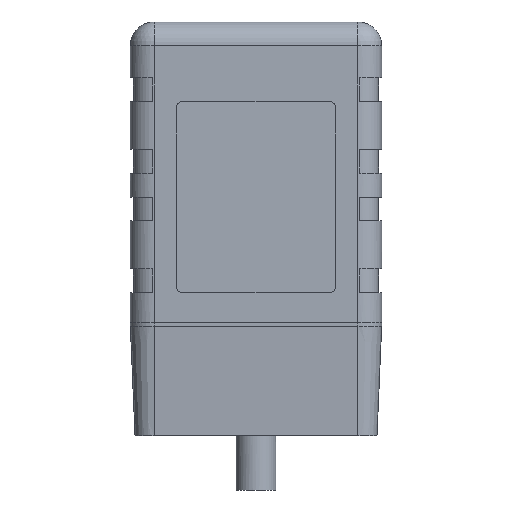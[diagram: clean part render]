
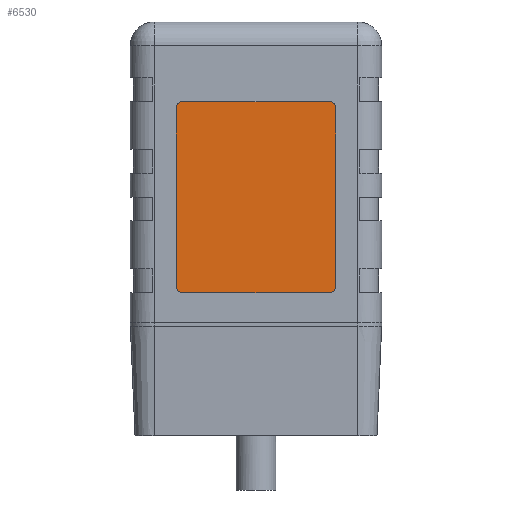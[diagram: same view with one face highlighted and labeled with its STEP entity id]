
A CAD part, front view. The second image highlights one B-rep face of the part: STEP entity #6530.
In plain terms, the highlighted planar face has unit normal (0, -1, 0).
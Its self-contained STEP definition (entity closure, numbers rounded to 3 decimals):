
#5456=AXIS2_PLACEMENT_3D('Circle Axis2P3D',#5454,#5455,$) ;
#5504=AXIS2_PLACEMENT_3D('Circle Axis2P3D',#5502,#5503,$) ;
#5552=AXIS2_PLACEMENT_3D('Circle Axis2P3D',#5550,#5551,$) ;
#5600=AXIS2_PLACEMENT_3D('Circle Axis2P3D',#5598,#5599,$) ;
#6518=AXIS2_PLACEMENT_3D('Plane Axis2P3D',#6515,#6516,#6517) ;
#5423=CARTESIAN_POINT('Line Origine',(7.9,0.2,24.4)) ;
#5427=CARTESIAN_POINT('Vertex',(12.5,0.2,24.4)) ;
#5429=CARTESIAN_POINT('Vertex',(3.3,0.2,24.4)) ;
#5454=CARTESIAN_POINT('Axis2P3D Location',(12.5,0.2,24.)) ;
#5458=CARTESIAN_POINT('Vertex',(12.9,0.2,24.)) ;
#5478=CARTESIAN_POINT('Line Origine',(12.9,0.2,18.4)) ;
#5482=CARTESIAN_POINT('Vertex',(12.9,0.2,12.8)) ;
#5502=CARTESIAN_POINT('Axis2P3D Location',(12.5,0.2,12.8)) ;
#5506=CARTESIAN_POINT('Vertex',(12.5,0.2,12.4)) ;
#5526=CARTESIAN_POINT('Line Origine',(7.9,0.2,12.4)) ;
#5530=CARTESIAN_POINT('Vertex',(3.3,0.2,12.4)) ;
#5550=CARTESIAN_POINT('Axis2P3D Location',(3.3,0.2,12.8)) ;
#5554=CARTESIAN_POINT('Vertex',(2.9,0.2,12.8)) ;
#5574=CARTESIAN_POINT('Line Origine',(2.9,0.2,18.4)) ;
#5578=CARTESIAN_POINT('Vertex',(2.9,0.2,24.)) ;
#5598=CARTESIAN_POINT('Axis2P3D Location',(3.3,0.2,24.)) ;
#6515=CARTESIAN_POINT('Axis2P3D Location',(12.9,0.2,24.4)) ;
#5424=DIRECTION('Vector Direction',(-1.,0.,0.)) ;
#5455=DIRECTION('Axis2P3D Direction',(0.,1.,0.)) ;
#5479=DIRECTION('Vector Direction',(0.,0.,1.)) ;
#5503=DIRECTION('Axis2P3D Direction',(0.,1.,0.)) ;
#5527=DIRECTION('Vector Direction',(1.,0.,0.)) ;
#5551=DIRECTION('Axis2P3D Direction',(0.,1.,0.)) ;
#5575=DIRECTION('Vector Direction',(0.,0.,-1.)) ;
#5599=DIRECTION('Axis2P3D Direction',(0.,1.,0.)) ;
#6516=DIRECTION('Axis2P3D Direction',(0.,-1.,0.)) ;
#6517=DIRECTION('Axis2P3D XDirection',(0.,0.,1.)) ;
#5425=VECTOR('Line Direction',#5424,1.) ;
#5480=VECTOR('Line Direction',#5479,1.) ;
#5528=VECTOR('Line Direction',#5527,1.) ;
#5576=VECTOR('Line Direction',#5575,1.) ;
#6521=ORIENTED_EDGE('',*,*,#5580,.T.) ;
#6522=ORIENTED_EDGE('',*,*,#5556,.T.) ;
#6523=ORIENTED_EDGE('',*,*,#5532,.T.) ;
#6524=ORIENTED_EDGE('',*,*,#5508,.T.) ;
#6525=ORIENTED_EDGE('',*,*,#5484,.T.) ;
#6526=ORIENTED_EDGE('',*,*,#5460,.T.) ;
#6527=ORIENTED_EDGE('',*,*,#5431,.T.) ;
#6528=ORIENTED_EDGE('',*,*,#5602,.T.) ;
#6530=ADVANCED_FACE('Hauptkoerper',(#6529),#6519,.T.) ;
#5457=CIRCLE('generated circle',#5456,0.4) ;
#5505=CIRCLE('generated circle',#5504,0.4) ;
#5553=CIRCLE('generated circle',#5552,0.4) ;
#5601=CIRCLE('generated circle',#5600,0.4) ;
#5431=EDGE_CURVE('',#5428,#5430,#5426,.T.) ;
#5460=EDGE_CURVE('',#5459,#5428,#5457,.F.) ;
#5484=EDGE_CURVE('',#5483,#5459,#5481,.T.) ;
#5508=EDGE_CURVE('',#5507,#5483,#5505,.F.) ;
#5532=EDGE_CURVE('',#5531,#5507,#5529,.T.) ;
#5556=EDGE_CURVE('',#5555,#5531,#5553,.F.) ;
#5580=EDGE_CURVE('',#5579,#5555,#5577,.T.) ;
#5602=EDGE_CURVE('',#5430,#5579,#5601,.F.) ;
#6520=EDGE_LOOP('',(#6521,#6522,#6523,#6524,#6525,#6526,#6527,#6528)) ;
#6529=FACE_OUTER_BOUND('',#6520,.T.) ;
#5426=LINE('Line',#5423,#5425) ;
#5481=LINE('Line',#5478,#5480) ;
#5529=LINE('Line',#5526,#5528) ;
#5577=LINE('Line',#5574,#5576) ;
#6519=PLANE('',#6518) ;
#5428=VERTEX_POINT('',#5427) ;
#5430=VERTEX_POINT('',#5429) ;
#5459=VERTEX_POINT('',#5458) ;
#5483=VERTEX_POINT('',#5482) ;
#5507=VERTEX_POINT('',#5506) ;
#5531=VERTEX_POINT('',#5530) ;
#5555=VERTEX_POINT('',#5554) ;
#5579=VERTEX_POINT('',#5578) ;
